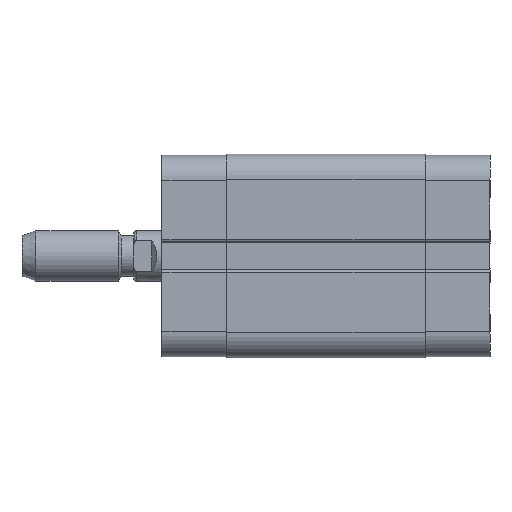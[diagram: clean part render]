
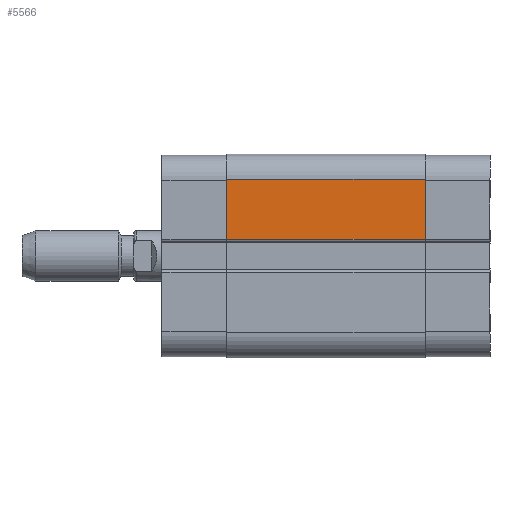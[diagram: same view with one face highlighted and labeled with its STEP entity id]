
A CAD part, left-side view. The second image highlights one B-rep face of the part: STEP entity #5566.
In plain terms, the highlighted planar face has unit normal (-1, 0, 0).
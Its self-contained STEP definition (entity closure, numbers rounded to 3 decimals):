
#3805=CARTESIAN_POINT('',(-20.05,19.5,3.25));
#3806=VERTEX_POINT('',#3805);
#3814=CARTESIAN_POINT('',(-20.05,19.5,15.05));
#3815=VERTEX_POINT('',#3814);
#3816=CARTESIAN_POINT('',(-20.05,19.5,15.05));
#3817=DIRECTION('',(0.0,0.0,-1.0));
#3818=VECTOR('',#3817,11.8);
#3819=LINE('',#3816,#3818);
#3820=EDGE_CURVE('',#3815,#3806,#3819,.T.);
#4910=CARTESIAN_POINT('',(-20.05,-19.5,15.05));
#4911=VERTEX_POINT('',#4910);
#4919=CARTESIAN_POINT('',(-20.05,-19.5,3.25));
#4920=VERTEX_POINT('',#4919);
#4921=CARTESIAN_POINT('',(-20.05,-19.5,3.25));
#4922=DIRECTION('',(0.0,0.0,1.0));
#4923=VECTOR('',#4922,11.8);
#4924=LINE('',#4921,#4923);
#4925=EDGE_CURVE('',#4920,#4911,#4924,.T.);
#5539=CARTESIAN_POINT('',(-20.05,-19.5,15.05));
#5540=DIRECTION('',(0.0,1.0,0.0));
#5541=VECTOR('',#5540,39.0);
#5542=LINE('',#5539,#5541);
#5543=EDGE_CURVE('',#4911,#3815,#5542,.T.);
#5550=CARTESIAN_POINT('',(-20.05,0.0,15.05));
#5551=DIRECTION('',(-1.0,0.0,0.0));
#5552=DIRECTION('',(0.0,0.0,1.0));
#5553=AXIS2_PLACEMENT_3D('',#5550,#5551,#5552);
#5554=PLANE('',#5553);
#5555=ORIENTED_EDGE('',*,*,#3820,.T.);
#5556=CARTESIAN_POINT('',(-20.05,-19.5,3.25));
#5557=DIRECTION('',(0.0,1.0,0.0));
#5558=VECTOR('',#5557,39.0);
#5559=LINE('',#5556,#5558);
#5560=EDGE_CURVE('',#4920,#3806,#5559,.T.);
#5561=ORIENTED_EDGE('',*,*,#5560,.F.);
#5562=ORIENTED_EDGE('',*,*,#4925,.T.);
#5563=ORIENTED_EDGE('',*,*,#5543,.T.);
#5564=EDGE_LOOP('',(#5555,#5561,#5562,#5563));
#5565=FACE_OUTER_BOUND('',#5564,.T.);
#5566=ADVANCED_FACE('',(#5565),#5554,.T.);
